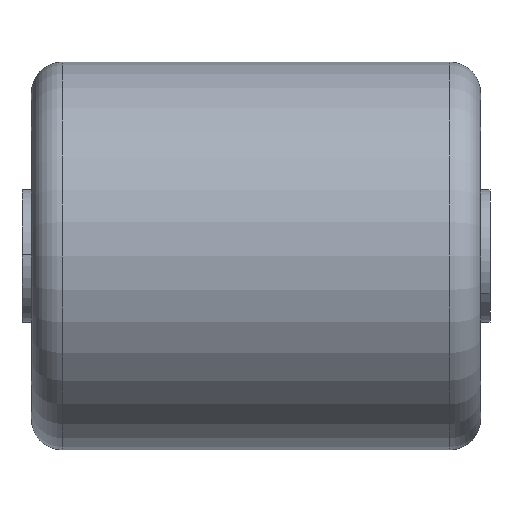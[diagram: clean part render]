
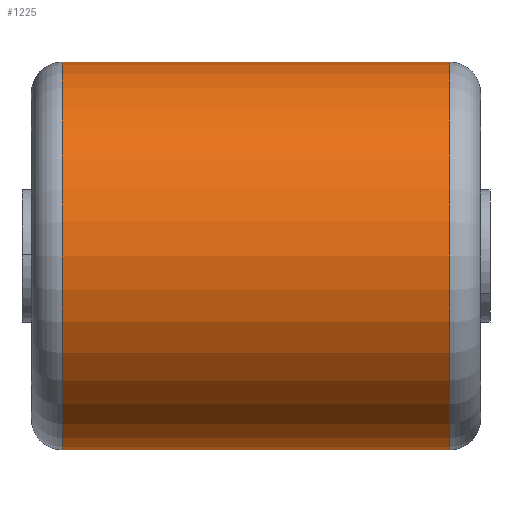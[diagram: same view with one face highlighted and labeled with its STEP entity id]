
A CAD part, front view. The second image highlights one B-rep face of the part: STEP entity #1225.
In plain terms, the highlighted cylindrical face has radius 41 mm (diameter 82 mm), a partial arc.
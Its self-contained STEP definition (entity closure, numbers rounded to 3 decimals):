
#38 = DIRECTION ( 'NONE',  ( 1., 0., 0. ) ) ;
#56 = LINE ( 'NONE', #3407, #2234 ) ;
#94 = CARTESIAN_POINT ( 'NONE',  ( -57.637, 0., 332.987 ) ) ;
#644 = CARTESIAN_POINT ( 'NONE',  ( -41., 0., 332.987 ) ) ;
#709 = ORIENTED_EDGE ( 'NONE', *, *, #4658, .T. ) ;
#1050 = VERTEX_POINT ( 'NONE', #644 ) ;
#1205 = CIRCLE ( 'NONE', #4848, 41. ) ;
#1225 = ADVANCED_FACE ( 'NONE', ( #4441 ), #2288, .T. ) ;
#1319 = DIRECTION ( 'NONE',  ( 0., 0., -1. ) ) ;
#1324 = EDGE_CURVE ( 'NONE', #1441, #2042, #2098, .T. ) ;
#1441 = VERTEX_POINT ( 'NONE', #3463 ) ;
#1602 = ORIENTED_EDGE ( 'NONE', *, *, #1324, .T. ) ;
#1628 = DIRECTION ( 'NONE',  ( -1., 0., 0. ) ) ;
#1769 = DIRECTION ( 'NONE',  ( -1., 0., 0. ) ) ;
#2042 = VERTEX_POINT ( 'NONE', #2223 ) ;
#2055 = DIRECTION ( 'NONE',  ( 0., 0., 1. ) ) ;
#2098 = CIRCLE ( 'NONE', #4531, 41. ) ;
#2149 = DIRECTION ( 'NONE',  ( 0., 0., 1. ) ) ;
#2223 = CARTESIAN_POINT ( 'NONE',  ( 41., 0., 332.987 ) ) ;
#2234 = VECTOR ( 'NONE', #5137, 1000. ) ;
#2268 = VERTEX_POINT ( 'NONE', #4631 ) ;
#2288 = CYLINDRICAL_SURFACE ( 'NONE', #3282, 41. ) ;
#2423 = LINE ( 'NONE', #94, #4307 ) ;
#2592 = ORIENTED_EDGE ( 'NONE', *, *, #5096, .T. ) ;
#2816 = ORIENTED_EDGE ( 'NONE', *, *, #2938, .F. ) ;
#2938 = EDGE_CURVE ( 'NONE', #1441, #2268, #56, .T. ) ;
#2968 = CARTESIAN_POINT ( 'NONE',  ( -57.637, 0., 291.987 ) ) ;
#3004 = DIRECTION ( 'NONE',  ( -1., 0., 0. ) ) ;
#3282 = AXIS2_PLACEMENT_3D ( 'NONE', #2968, #1628, #2055 ) ;
#3407 = CARTESIAN_POINT ( 'NONE',  ( -57.637, 0., 250.987 ) ) ;
#3457 = EDGE_LOOP ( 'NONE', ( #2816, #1602, #709, #2592 ) ) ;
#3463 = CARTESIAN_POINT ( 'NONE',  ( 41., 0., 250.987 ) ) ;
#4307 = VECTOR ( 'NONE', #3004, 1000. ) ;
#4441 = FACE_OUTER_BOUND ( 'NONE', #3457, .T. ) ;
#4531 = AXIS2_PLACEMENT_3D ( 'NONE', #5139, #1769, #2149 ) ;
#4631 = CARTESIAN_POINT ( 'NONE',  ( -41., 0., 250.987 ) ) ;
#4658 = EDGE_CURVE ( 'NONE', #2042, #1050, #2423, .T. ) ;
#4848 = AXIS2_PLACEMENT_3D ( 'NONE', #5166, #38, #1319 ) ;
#5096 = EDGE_CURVE ( 'NONE', #1050, #2268, #1205, .T. ) ;
#5137 = DIRECTION ( 'NONE',  ( -1., 0., 0. ) ) ;
#5139 = CARTESIAN_POINT ( 'NONE',  ( 41., 0., 291.987 ) ) ;
#5166 = CARTESIAN_POINT ( 'NONE',  ( -41., 0., 291.987 ) ) ;
